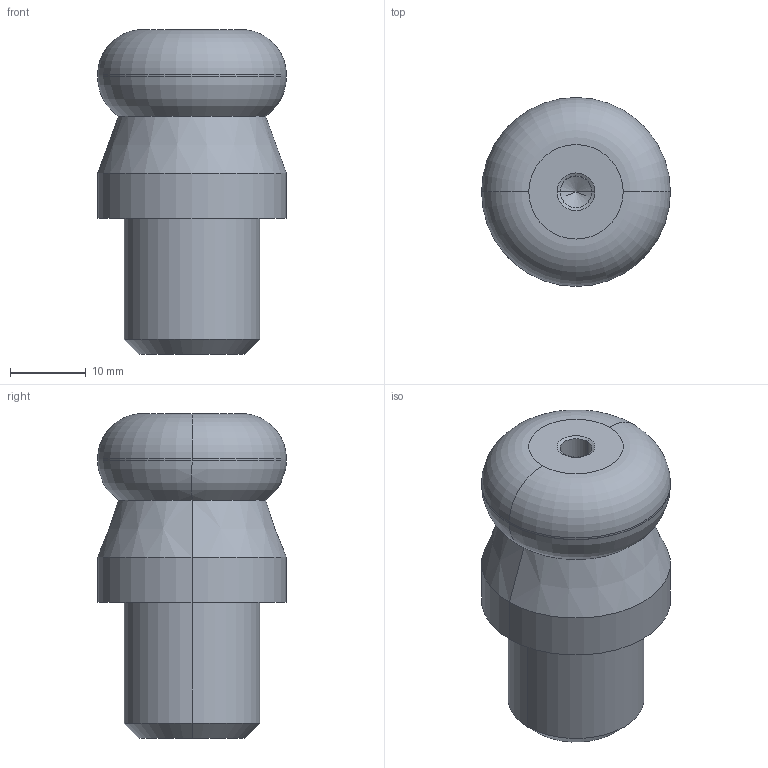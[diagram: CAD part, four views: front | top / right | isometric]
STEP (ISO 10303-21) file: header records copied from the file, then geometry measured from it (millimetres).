
FILE_DESCRIPTION(('STEP AP214'),'1');
FILE_NAME(' ',' ',('TraceParts'),('TraceParts S.A.'),'XStep 1.0',' ',' ');
FILE_SCHEMA(('automotive_design'));
Length unit declared in the file: millimetre
Products named in the file (1): 1
Bounding box: 25.01 x 25.01 x 43 mm (x, y, z)
Volume: 14958.3 mm3; surface area: 3857.6 mm2
Topology: 1 solids, 1 shells, 30 faces, 60 edges, 33 vertices
Faces by surface type: cone 10, cylinder 10, torus 6, plane 4
Entity records: 1483 total; most frequent: DIRECTION 158, STYLED_ITEM 122, PRESENTATION_STYLE_ASSIGNMENT 122, CARTESIAN_POINT 122, COLOUR_RGB 122, ORIENTED_EDGE 116, AXIS2_PLACEMENT_3D 69, EDGE_CURVE 58
